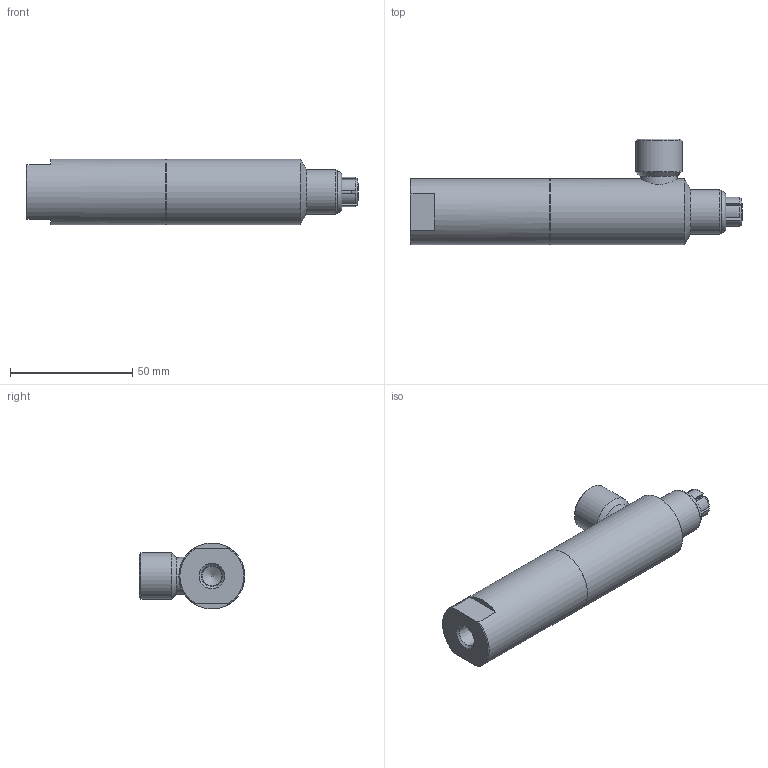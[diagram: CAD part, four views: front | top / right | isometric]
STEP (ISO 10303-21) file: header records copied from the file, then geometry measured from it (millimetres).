
FILE_DESCRIPTION(/* description */ (''),/* implementation_level */ '2;1');
FILE_NAME(/* name */ 'FNP-128045.stp',/* time_stamp */ '2016-04-20T13:01:00-05:00',/* author */ ('scottg'),/* organization */ ('FasTest,Inc.'),/* preprocessor_version */ 'ST-DEVELOPER v16.1',/* originating_system */ 'Autodesk Inventor 2016',/* authorisation */ '');
FILE_SCHEMA (('AUTOMOTIVE_DESIGN { 1 0 10303 214 3 1 1 }'));
Length unit declared in the file: inch
Products named in the file (1): FNP-128045
Bounding box: 135.59 x 43.18 x 26.92 mm (x, y, z)
Volume: 68322.6 mm3; surface area: 15644.5 mm2
Topology: 1 solids, 1 shells, 121 faces, 389 edges, 248 vertices
Faces by surface type: plane 57, cylinder 32, cone 19, torus 13
Full cylindrical faces by diameter (mm): 7.95 x1, 11.455 x1, 15.189 x1, 18.313 x1, 19.05 x1, 25.044 x1, 26.924 x2
Entity records: 4448 total; most frequent: CARTESIAN_POINT 1213, ORIENTED_EDGE 732, DIRECTION 610, EDGE_CURVE 360, VERTEX_POINT 240, AXIS2_PLACEMENT_3D 217, LINE 176, VECTOR 176
